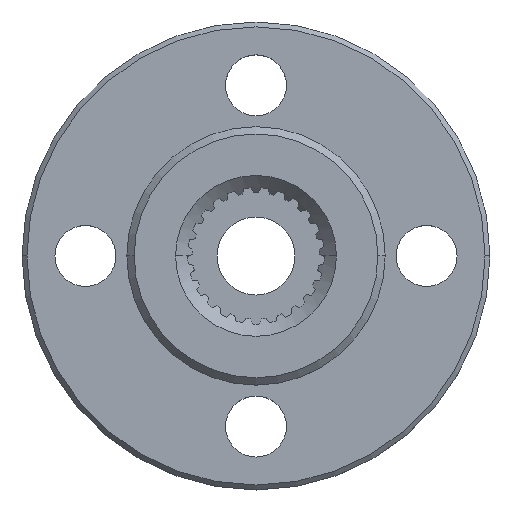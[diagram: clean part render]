
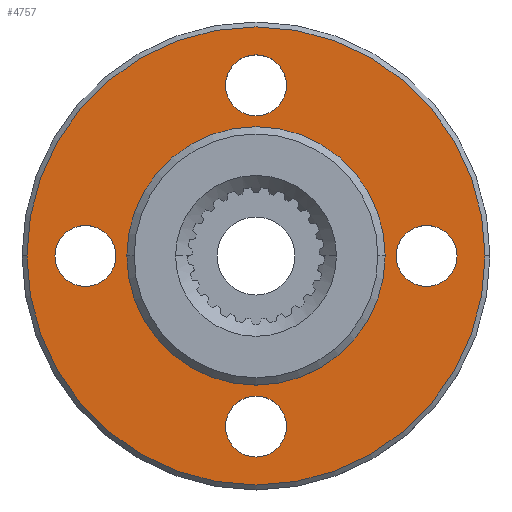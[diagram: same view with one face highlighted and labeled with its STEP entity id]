
A CAD part, top view. The second image highlights one B-rep face of the part: STEP entity #4757.
In plain terms, the highlighted planar face has unit normal (0, 0, 1).
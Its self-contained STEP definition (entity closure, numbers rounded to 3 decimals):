
#1559=CARTESIAN_POINT('',(-39.103,-19.9,-33.124));
#1560=DIRECTION('',(0.,0.,-1.));
#1561=DIRECTION('',(1.,0.,0.));
#1562=AXIS2_PLACEMENT_3D('',#1559,#1560,#1561);
#1564=CARTESIAN_POINT('',(-39.103,-19.9,-33.124));
#1565=DIRECTION('',(0.,0.,-1.));
#1566=DIRECTION('',(0.,-1.,0.));
#1567=AXIS2_PLACEMENT_3D('',#1564,#1565,#1566);
#1569=CARTESIAN_POINT('',(-39.103,-19.9,-33.124));
#1570=DIRECTION('',(0.,0.,-1.));
#1571=DIRECTION('',(-1.,0.,0.));
#1572=AXIS2_PLACEMENT_3D('',#1569,#1570,#1571);
#1574=CARTESIAN_POINT('',(-39.103,-19.9,-33.124));
#1575=DIRECTION('',(0.,0.,-1.));
#1576=DIRECTION('',(0.,1.,0.));
#1577=AXIS2_PLACEMENT_3D('',#1574,#1575,#1576);
#1579=CARTESIAN_POINT('',(-39.103,-12.9,-33.124));
#1580=DIRECTION('',(0.,0.,1.));
#1581=DIRECTION('',(1.,0.,0.));
#1582=AXIS2_PLACEMENT_3D('',#1579,#1580,#1581);
#1584=CARTESIAN_POINT('',(-39.103,-12.9,-33.124));
#1585=DIRECTION('',(0.,0.,1.));
#1586=DIRECTION('',(-1.,0.,0.));
#1587=AXIS2_PLACEMENT_3D('',#1584,#1585,#1586);
#1589=CARTESIAN_POINT('',(-32.103,-19.9,-33.124));
#1590=DIRECTION('',(0.,0.,1.));
#1591=DIRECTION('',(0.,-1.,0.));
#1592=AXIS2_PLACEMENT_3D('',#1589,#1590,#1591);
#1594=CARTESIAN_POINT('',(-32.103,-19.9,-33.124));
#1595=DIRECTION('',(0.,0.,1.));
#1596=DIRECTION('',(0.,1.,0.));
#1597=AXIS2_PLACEMENT_3D('',#1594,#1595,#1596);
#1599=CARTESIAN_POINT('',(-39.103,-26.9,-33.124));
#1600=DIRECTION('',(0.,0.,1.));
#1601=DIRECTION('',(-1.,0.,0.));
#1602=AXIS2_PLACEMENT_3D('',#1599,#1600,#1601);
#1604=CARTESIAN_POINT('',(-39.103,-26.9,-33.124));
#1605=DIRECTION('',(0.,0.,1.));
#1606=DIRECTION('',(1.,0.,0.));
#1607=AXIS2_PLACEMENT_3D('',#1604,#1605,#1606);
#1609=CARTESIAN_POINT('',(-39.103,-19.9,-33.124));
#1610=DIRECTION('',(0.,0.,1.));
#1611=DIRECTION('',(1.,0.,0.));
#1612=AXIS2_PLACEMENT_3D('',#1609,#1610,#1611);
#1614=CARTESIAN_POINT('',(-39.103,-19.9,-33.124));
#1615=DIRECTION('',(0.,0.,1.));
#1616=DIRECTION('',(-1.,0.,0.));
#1617=AXIS2_PLACEMENT_3D('',#1614,#1615,#1616);
#1619=CARTESIAN_POINT('',(-46.103,-19.9,-33.124));
#1620=DIRECTION('',(0.,0.,1.));
#1621=DIRECTION('',(0.,1.,0.));
#1622=AXIS2_PLACEMENT_3D('',#1619,#1620,#1621);
#1624=CARTESIAN_POINT('',(-46.103,-19.9,-33.124));
#1625=DIRECTION('',(0.,0.,1.));
#1626=DIRECTION('',(0.,-1.,0.));
#1627=AXIS2_PLACEMENT_3D('',#1624,#1625,#1626);
#2558=CARTESIAN_POINT('',(-44.403,-19.9,-33.124));
#2559=CARTESIAN_POINT('',(-33.803,-19.9,-33.124));
#2560=VERTEX_POINT('',#2558);
#2561=VERTEX_POINT('',#2559);
#2562=CARTESIAN_POINT('',(-29.703,-19.9,-33.124));
#2563=CARTESIAN_POINT('',(-39.103,-29.3,-33.124));
#2564=VERTEX_POINT('',#2562);
#2565=VERTEX_POINT('',#2563);
#2566=CARTESIAN_POINT('',(-48.503,-19.9,-33.124));
#2567=VERTEX_POINT('',#2566);
#2568=CARTESIAN_POINT('',(-39.103,-10.5,-33.124));
#2569=VERTEX_POINT('',#2568);
#2570=CARTESIAN_POINT('',(-37.853,-12.9,-33.124));
#2571=CARTESIAN_POINT('',(-40.353,-12.9,-33.124));
#2572=VERTEX_POINT('',#2570);
#2573=VERTEX_POINT('',#2571);
#2574=CARTESIAN_POINT('',(-32.103,-21.15,-33.124));
#2575=CARTESIAN_POINT('',(-32.103,-18.65,-33.124));
#2576=VERTEX_POINT('',#2574);
#2577=VERTEX_POINT('',#2575);
#2578=CARTESIAN_POINT('',(-40.353,-26.9,-33.124));
#2579=CARTESIAN_POINT('',(-37.853,-26.9,-33.124));
#2580=VERTEX_POINT('',#2578);
#2581=VERTEX_POINT('',#2579);
#2582=CARTESIAN_POINT('',(-46.103,-18.65,-33.124));
#2583=CARTESIAN_POINT('',(-46.103,-21.15,-33.124));
#2584=VERTEX_POINT('',#2582);
#2585=VERTEX_POINT('',#2583);
#4714=CARTESIAN_POINT('',(-39.103,-19.9,-33.124));
#4715=DIRECTION('',(0.,0.,1.));
#4716=DIRECTION('',(0.,-1.,0.));
#4717=AXIS2_PLACEMENT_3D('',#4714,#4715,#4716);
#4718=PLANE('',#4717);
#4720=ORIENTED_EDGE('',*,*,#4719,.T.);
#4722=ORIENTED_EDGE('',*,*,#4721,.T.);
#4724=ORIENTED_EDGE('',*,*,#4723,.T.);
#4726=ORIENTED_EDGE('',*,*,#4725,.T.);
#4727=EDGE_LOOP('',(#4720,#4722,#4724,#4726));
#4728=FACE_OUTER_BOUND('',#4727,.F.);
#4730=ORIENTED_EDGE('',*,*,#4729,.T.);
#4732=ORIENTED_EDGE('',*,*,#4731,.T.);
#4733=EDGE_LOOP('',(#4730,#4732));
#4734=FACE_BOUND('',#4733,.F.);
#4736=ORIENTED_EDGE('',*,*,#4735,.T.);
#4738=ORIENTED_EDGE('',*,*,#4737,.T.);
#4739=EDGE_LOOP('',(#4736,#4738));
#4740=FACE_BOUND('',#4739,.F.);
#4742=ORIENTED_EDGE('',*,*,#4741,.T.);
#4744=ORIENTED_EDGE('',*,*,#4743,.T.);
#4745=EDGE_LOOP('',(#4742,#4744));
#4746=FACE_BOUND('',#4745,.F.);
#4747=ORIENTED_EDGE('',*,*,#4708,.T.);
#4748=ORIENTED_EDGE('',*,*,#4694,.T.);
#4749=EDGE_LOOP('',(#4747,#4748));
#4750=FACE_BOUND('',#4749,.F.);
#4752=ORIENTED_EDGE('',*,*,#4751,.T.);
#4754=ORIENTED_EDGE('',*,*,#4753,.T.);
#4755=EDGE_LOOP('',(#4752,#4754));
#4756=FACE_BOUND('',#4755,.F.);
#1563=CIRCLE('',#1562,9.4);
#1568=CIRCLE('',#1567,9.4);
#1573=CIRCLE('',#1572,9.4);
#1578=CIRCLE('',#1577,9.4);
#1583=CIRCLE('',#1582,1.25);
#1588=CIRCLE('',#1587,1.25);
#1593=CIRCLE('',#1592,1.25);
#1598=CIRCLE('',#1597,1.25);
#1603=CIRCLE('',#1602,1.25);
#1608=CIRCLE('',#1607,1.25);
#1613=CIRCLE('',#1612,5.3);
#1618=CIRCLE('',#1617,5.3);
#1623=CIRCLE('',#1622,1.25);
#1628=CIRCLE('',#1627,1.25);
#4694=EDGE_CURVE('',#2560,#2561,#1618,.T.);
#4708=EDGE_CURVE('',#2561,#2560,#1613,.T.);
#4719=EDGE_CURVE('',#2564,#2565,#1563,.T.);
#4721=EDGE_CURVE('',#2565,#2567,#1568,.T.);
#4723=EDGE_CURVE('',#2567,#2569,#1573,.T.);
#4725=EDGE_CURVE('',#2569,#2564,#1578,.T.);
#4729=EDGE_CURVE('',#2572,#2573,#1583,.T.);
#4731=EDGE_CURVE('',#2573,#2572,#1588,.T.);
#4735=EDGE_CURVE('',#2576,#2577,#1593,.T.);
#4737=EDGE_CURVE('',#2577,#2576,#1598,.T.);
#4741=EDGE_CURVE('',#2580,#2581,#1603,.T.);
#4743=EDGE_CURVE('',#2581,#2580,#1608,.T.);
#4751=EDGE_CURVE('',#2584,#2585,#1623,.T.);
#4753=EDGE_CURVE('',#2585,#2584,#1628,.T.);
#4757=ADVANCED_FACE('',(#4728,#4734,#4740,#4746,#4750,#4756),#4718,.T.);
